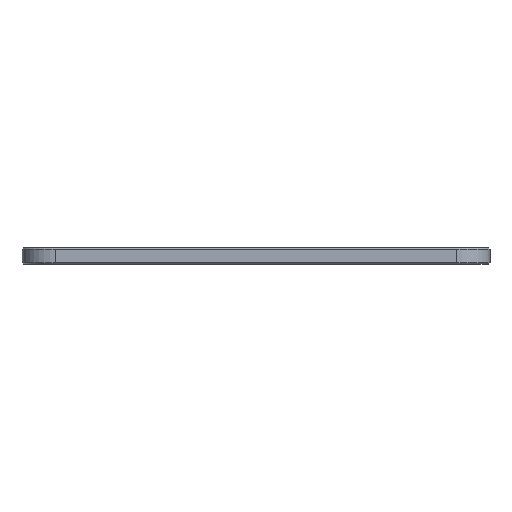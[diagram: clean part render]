
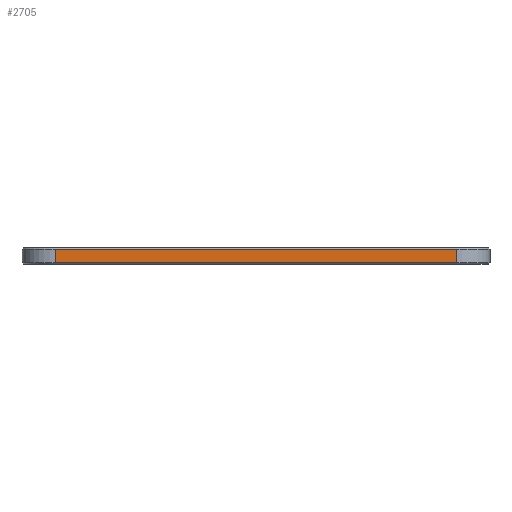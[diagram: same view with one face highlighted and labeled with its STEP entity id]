
A CAD part, front view. The second image highlights one B-rep face of the part: STEP entity #2705.
In plain terms, the highlighted planar face has unit normal (0, -1, 0).
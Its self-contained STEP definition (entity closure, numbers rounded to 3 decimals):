
#158 = PLANE('',#159);
#159 = AXIS2_PLACEMENT_3D('',#160,#161,#162);
#160 = CARTESIAN_POINT('',(0.,-6.1,0.15));
#161 = DIRECTION('',(0.,-0.707,-0.707));
#162 = DIRECTION('',(-1.,-0.,-0.));
#1065 = VERTEX_POINT('',#1066);
#1066 = CARTESIAN_POINT('',(75.,-6.25,0.3));
#1102 = CYLINDRICAL_SURFACE('',#1103,6.25);
#1103 = AXIS2_PLACEMENT_3D('',#1104,#1105,#1106);
#1104 = CARTESIAN_POINT('',(75.,0.,0.));
#1105 = DIRECTION('',(-0.,-0.,-1.));
#1106 = DIRECTION('',(1.,0.,0.));
#1174 = VERTEX_POINT('',#1175);
#1175 = CARTESIAN_POINT('',(0.,-6.25,0.3));
#1196 = EDGE_CURVE('',#1174,#1065,#1197,.T.);
#1197 = SURFACE_CURVE('',#1198,(#1202,#1209),.PCURVE_S1.);
#1198 = LINE('',#1199,#1200);
#1199 = CARTESIAN_POINT('',(0.,-6.25,0.3));
#1200 = VECTOR('',#1201,1.);
#1201 = DIRECTION('',(1.,0.,0.));
#1202 = PCURVE('',#158,#1203);
#1203 = DEFINITIONAL_REPRESENTATION('',(#1204),#1208);
#1204 = LINE('',#1205,#1206);
#1205 = CARTESIAN_POINT('',(-0.,-0.212));
#1206 = VECTOR('',#1207,1.);
#1207 = DIRECTION('',(-1.,0.));
#1208 = ( GEOMETRIC_REPRESENTATION_CONTEXT(2) 
PARAMETRIC_REPRESENTATION_CONTEXT() REPRESENTATION_CONTEXT('2D SPACE',''
  ) );
#1209 = PCURVE('',#1210,#1215);
#1210 = PLANE('',#1211);
#1211 = AXIS2_PLACEMENT_3D('',#1212,#1213,#1214);
#1212 = CARTESIAN_POINT('',(0.,-6.25,0.));
#1213 = DIRECTION('',(0.,1.,0.));
#1214 = DIRECTION('',(1.,0.,0.));
#1215 = DEFINITIONAL_REPRESENTATION('',(#1216),#1220);
#1216 = LINE('',#1217,#1218);
#1217 = CARTESIAN_POINT('',(0.,-0.3));
#1218 = VECTOR('',#1219,1.);
#1219 = DIRECTION('',(1.,0.));
#1220 = ( GEOMETRIC_REPRESENTATION_CONTEXT(2) 
PARAMETRIC_REPRESENTATION_CONTEXT() REPRESENTATION_CONTEXT('2D SPACE',''
  ) );
#1243 = CYLINDRICAL_SURFACE('',#1244,6.25);
#1244 = AXIS2_PLACEMENT_3D('',#1245,#1246,#1247);
#1245 = CARTESIAN_POINT('',(0.,0.,0.));
#1246 = DIRECTION('',(-0.,-0.,-1.));
#1247 = DIRECTION('',(1.,0.,0.));
#2600 = EDGE_CURVE('',#1065,#2601,#2603,.T.);
#2601 = VERTEX_POINT('',#2602);
#2602 = CARTESIAN_POINT('',(75.,-6.25,2.825));
#2603 = SURFACE_CURVE('',#2604,(#2608,#2615),.PCURVE_S1.);
#2604 = LINE('',#2605,#2606);
#2605 = CARTESIAN_POINT('',(75.,-6.25,0.));
#2606 = VECTOR('',#2607,1.);
#2607 = DIRECTION('',(0.,0.,1.));
#2608 = PCURVE('',#1102,#2609);
#2609 = DEFINITIONAL_REPRESENTATION('',(#2610),#2614);
#2610 = LINE('',#2611,#2612);
#2611 = CARTESIAN_POINT('',(-4.712,0.));
#2612 = VECTOR('',#2613,1.);
#2613 = DIRECTION('',(-0.,-1.));
#2614 = ( GEOMETRIC_REPRESENTATION_CONTEXT(2) 
PARAMETRIC_REPRESENTATION_CONTEXT() REPRESENTATION_CONTEXT('2D SPACE',''
  ) );
#2615 = PCURVE('',#1210,#2616);
#2616 = DEFINITIONAL_REPRESENTATION('',(#2617),#2621);
#2617 = LINE('',#2618,#2619);
#2618 = CARTESIAN_POINT('',(75.,0.));
#2619 = VECTOR('',#2620,1.);
#2620 = DIRECTION('',(0.,-1.));
#2621 = ( GEOMETRIC_REPRESENTATION_CONTEXT(2) 
PARAMETRIC_REPRESENTATION_CONTEXT() REPRESENTATION_CONTEXT('2D SPACE',''
  ) );
#2705 = ADVANCED_FACE('',(#2706),#1210,.F.);
#2706 = FACE_BOUND('',#2707,.F.);
#2707 = EDGE_LOOP('',(#2708,#2731,#2757,#2758));
#2708 = ORIENTED_EDGE('',*,*,#2709,.T.);
#2709 = EDGE_CURVE('',#1174,#2710,#2712,.T.);
#2710 = VERTEX_POINT('',#2711);
#2711 = CARTESIAN_POINT('',(0.,-6.25,2.825));
#2712 = SURFACE_CURVE('',#2713,(#2717,#2724),.PCURVE_S1.);
#2713 = LINE('',#2714,#2715);
#2714 = CARTESIAN_POINT('',(0.,-6.25,0.));
#2715 = VECTOR('',#2716,1.);
#2716 = DIRECTION('',(0.,0.,1.));
#2717 = PCURVE('',#1210,#2718);
#2718 = DEFINITIONAL_REPRESENTATION('',(#2719),#2723);
#2719 = LINE('',#2720,#2721);
#2720 = CARTESIAN_POINT('',(0.,0.));
#2721 = VECTOR('',#2722,1.);
#2722 = DIRECTION('',(0.,-1.));
#2723 = ( GEOMETRIC_REPRESENTATION_CONTEXT(2) 
PARAMETRIC_REPRESENTATION_CONTEXT() REPRESENTATION_CONTEXT('2D SPACE',''
  ) );
#2724 = PCURVE('',#1243,#2725);
#2725 = DEFINITIONAL_REPRESENTATION('',(#2726),#2730);
#2726 = LINE('',#2727,#2728);
#2727 = CARTESIAN_POINT('',(-4.712,0.));
#2728 = VECTOR('',#2729,1.);
#2729 = DIRECTION('',(-0.,-1.));
#2730 = ( GEOMETRIC_REPRESENTATION_CONTEXT(2) 
PARAMETRIC_REPRESENTATION_CONTEXT() REPRESENTATION_CONTEXT('2D SPACE',''
  ) );
#2731 = ORIENTED_EDGE('',*,*,#2732,.T.);
#2732 = EDGE_CURVE('',#2710,#2601,#2733,.T.);
#2733 = SURFACE_CURVE('',#2734,(#2738,#2745),.PCURVE_S1.);
#2734 = LINE('',#2735,#2736);
#2735 = CARTESIAN_POINT('',(0.,-6.25,2.825));
#2736 = VECTOR('',#2737,1.);
#2737 = DIRECTION('',(1.,0.,0.));
#2738 = PCURVE('',#1210,#2739);
#2739 = DEFINITIONAL_REPRESENTATION('',(#2740),#2744);
#2740 = LINE('',#2741,#2742);
#2741 = CARTESIAN_POINT('',(0.,-2.825));
#2742 = VECTOR('',#2743,1.);
#2743 = DIRECTION('',(1.,0.));
#2744 = ( GEOMETRIC_REPRESENTATION_CONTEXT(2) 
PARAMETRIC_REPRESENTATION_CONTEXT() REPRESENTATION_CONTEXT('2D SPACE',''
  ) );
#2745 = PCURVE('',#2746,#2751);
#2746 = PLANE('',#2747);
#2747 = AXIS2_PLACEMENT_3D('',#2748,#2749,#2750);
#2748 = CARTESIAN_POINT('',(0.,-6.1,2.975));
#2749 = DIRECTION('',(0.,0.707,-0.707));
#2750 = DIRECTION('',(-1.,-0.,-0.));
#2751 = DEFINITIONAL_REPRESENTATION('',(#2752),#2756);
#2752 = LINE('',#2753,#2754);
#2753 = CARTESIAN_POINT('',(-0.,-0.212));
#2754 = VECTOR('',#2755,1.);
#2755 = DIRECTION('',(-1.,0.));
#2756 = ( GEOMETRIC_REPRESENTATION_CONTEXT(2) 
PARAMETRIC_REPRESENTATION_CONTEXT() REPRESENTATION_CONTEXT('2D SPACE',''
  ) );
#2757 = ORIENTED_EDGE('',*,*,#2600,.F.);
#2758 = ORIENTED_EDGE('',*,*,#1196,.F.);
